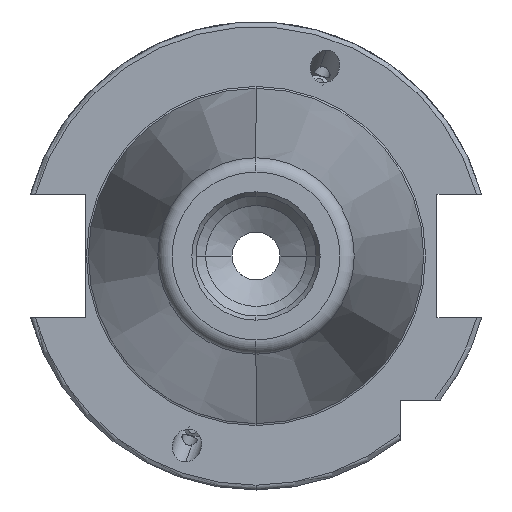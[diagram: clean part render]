
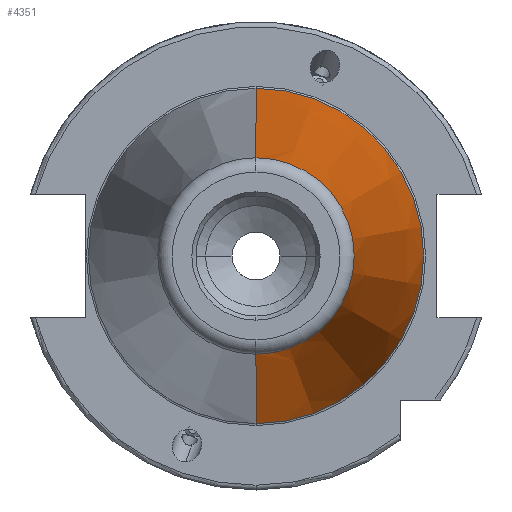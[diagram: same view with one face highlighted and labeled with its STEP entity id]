
A CAD part, left-side view. The second image highlights one B-rep face of the part: STEP entity #4351.
In plain terms, the highlighted conical face has half-angle 8.297 degrees and reference radius 34.925 mm.
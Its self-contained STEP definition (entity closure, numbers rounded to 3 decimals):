
#1064 = DIRECTION ( 'NONE',  ( 0.99, 0., 0.144 ) ) ;
#1065 = VECTOR ( 'NONE', #1064, 1000. ) ;
#1066 = CARTESIAN_POINT ( 'NONE',  ( 0., 0., 34.925 ) ) ;
#1067 = LINE ( 'NONE', #1066, #1065 ) ;
#1094 = CARTESIAN_POINT ( 'NONE',  ( -99.183, 0., 0. ) ) ;
#1096 = AXIS2_PLACEMENT_3D ( 'NONE', #1094, #1100, #1102 ) ;
#1097 = CIRCLE ( 'NONE', #1096, 20.461 ) ;
#1100 = DIRECTION ( 'NONE',  ( -1., 0., 0. ) ) ;
#1102 = DIRECTION ( 'NONE',  ( 0., 0., -1. ) ) ;
#1112 = CARTESIAN_POINT ( 'NONE',  ( 0., 0., -34.925 ) ) ;
#1120 = VECTOR ( 'NONE', #1127, 1000. ) ;
#1121 = LINE ( 'NONE', #1112, #1120 ) ;
#1127 = DIRECTION ( 'NONE',  ( 0.99, 0., -0.144 ) ) ;
#1135 = CONICAL_SURFACE ( 'NONE', #1138, 34.925, 0.145 ) ;
#1136 = AXIS2_PLACEMENT_3D ( 'NONE', #1148, #1147, #1150 ) ;
#1138 = AXIS2_PLACEMENT_3D ( 'NONE', #1151, #1152, #1153 ) ;
#1139 = FACE_OUTER_BOUND ( 'NONE', #4355, .T. ) ;
#1141 = CARTESIAN_POINT ( 'NONE',  ( 0., 0., 34.925 ) ) ;
#1146 = CIRCLE ( 'NONE', #1136, 34.925 ) ;
#1147 = DIRECTION ( 'NONE',  ( -1., 0., 0. ) ) ;
#1148 = CARTESIAN_POINT ( 'NONE',  ( 0., 0., 0. ) ) ;
#1149 = CARTESIAN_POINT ( 'NONE',  ( 0., 0., -34.925 ) ) ;
#1150 = DIRECTION ( 'NONE',  ( 0., 0., -1. ) ) ;
#1151 = CARTESIAN_POINT ( 'NONE',  ( 0., 0., 0. ) ) ;
#1152 = DIRECTION ( 'NONE',  ( 1., 0., 0. ) ) ;
#1153 = DIRECTION ( 'NONE',  ( 0., 0., 1. ) ) ;
#1154 = CARTESIAN_POINT ( 'NONE',  ( -99.183, 0., 20.461 ) ) ;
#1155 = CARTESIAN_POINT ( 'NONE',  ( -99.183, 0., -20.461 ) ) ;
#4333 = EDGE_CURVE ( 'NONE', #4354, #4359, #1067, .T. ) ;
#4335 = ORIENTED_EDGE ( 'NONE', *, *, #4356, .T. ) ;
#4336 = EDGE_CURVE ( 'NONE', #4350, #4357, #1121, .T. ) ;
#4348 = ORIENTED_EDGE ( 'NONE', *, *, #4336, .T. ) ;
#4349 = EDGE_CURVE ( 'NONE', #4350, #4354, #1097, .T. ) ;
#4350 = VERTEX_POINT ( 'NONE', #1155 ) ;
#4351 = ADVANCED_FACE ( 'NONE', ( #1139 ), #1135, .T. ) ;
#4352 = ORIENTED_EDGE ( 'NONE', *, *, #4333, .F. ) ;
#4353 = ORIENTED_EDGE ( 'NONE', *, *, #4349, .F. ) ;
#4354 = VERTEX_POINT ( 'NONE', #1154 ) ;
#4355 = EDGE_LOOP ( 'NONE', ( #4353, #4348, #4335, #4352 ) ) ;
#4356 = EDGE_CURVE ( 'NONE', #4357, #4359, #1146, .T. ) ;
#4357 = VERTEX_POINT ( 'NONE', #1149 ) ;
#4359 = VERTEX_POINT ( 'NONE', #1141 ) ;
